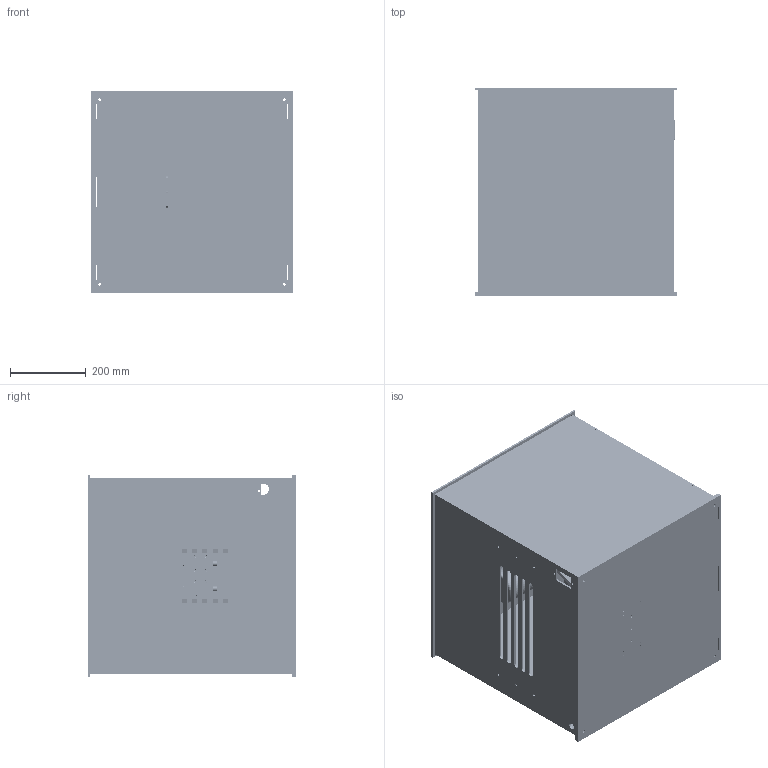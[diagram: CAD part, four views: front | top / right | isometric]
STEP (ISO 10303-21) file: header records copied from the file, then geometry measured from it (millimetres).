
FILE_DESCRIPTION(('FreeCAD Model'),'2;1');
FILE_NAME('Open CASCADE Shape Model','2025-04-29T15:29:21',('FreeCAD'),( 'FreeCAD'),'Open CASCADE STEP processor 7.6','FreeCAD','Unknown');
FILE_SCHEMA(('AUTOMOTIVE_DESIGN { 1 0 10303 214 1 1 1 1 }'));
Products named in the file (1): Open CASCADE STEP translator 7.6 1
Bounding box: 532.8 x 548.78 x 533.46 mm (x, y, z)
Volume: 20186471.1 mm3; surface area: 4354936.3 mm2
Topology: 73 solids, 127 shells, 10849 faces, 29527 edges, 19102 vertices
Faces by surface type: bspline 10849
Entity records: 397694 total; most frequent: CARTESIAN_POINT 224612, ORIENTED_EDGE 58738, EDGE_CURVE 29369, B_SPLINE_CURVE_WITH_KNOTS 23347, VERTEX_POINT 19078, FACE_BOUND 12025, EDGE_LOOP 12001, ADVANCED_FACE 10849
